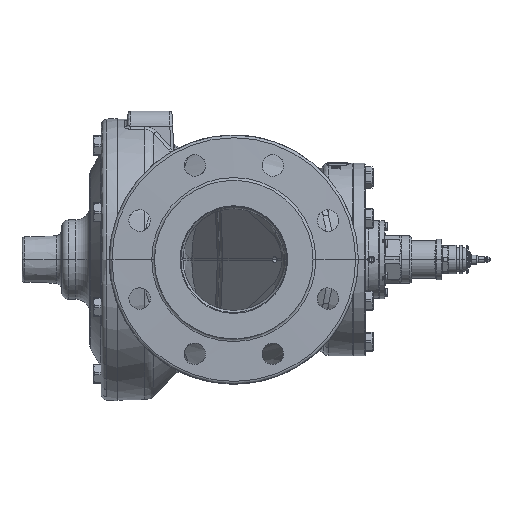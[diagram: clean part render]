
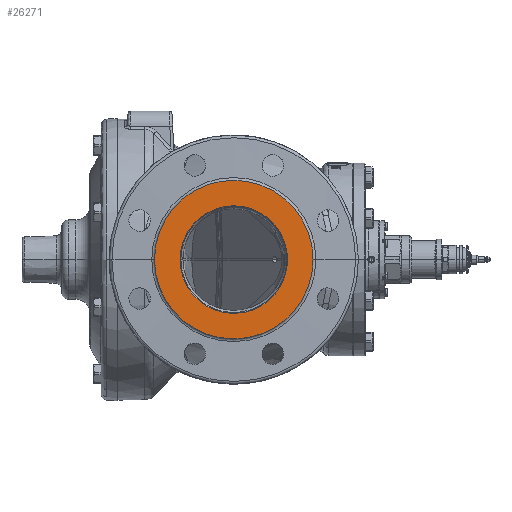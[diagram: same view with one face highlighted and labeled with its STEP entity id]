
A CAD part, left-side view. The second image highlights one B-rep face of the part: STEP entity #26271.
In plain terms, the highlighted planar face has unit normal (-1, 0, 0).
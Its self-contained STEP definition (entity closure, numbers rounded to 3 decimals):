
#4331=CARTESIAN_POINT('',(-175.,0.,0.));
#4332=DIRECTION('',(1.,0.,0.));
#4333=DIRECTION('',(0.,-1.,0.));
#4334=AXIS2_PLACEMENT_3D('',#4331,#4332,#4333);
#4336=CARTESIAN_POINT('',(-175.,0.,0.));
#4337=DIRECTION('',(1.,0.,0.));
#4338=DIRECTION('',(0.,1.,0.));
#4339=AXIS2_PLACEMENT_3D('',#4336,#4337,#4338);
#4341=CARTESIAN_POINT('',(-175.,0.,0.));
#4342=DIRECTION('',(-1.,0.,0.));
#4343=DIRECTION('',(0.,-1.,0.));
#4344=AXIS2_PLACEMENT_3D('',#4341,#4342,#4343);
#4346=CARTESIAN_POINT('',(-175.,0.,0.));
#4347=DIRECTION('',(-1.,0.,0.));
#4348=DIRECTION('',(0.,1.,0.));
#4349=AXIS2_PLACEMENT_3D('',#4346,#4347,#4348);
#17911=CARTESIAN_POINT('',(-175.,-47.5,0.));
#17912=CARTESIAN_POINT('',(-175.,47.5,0.));
#17913=VERTEX_POINT('',#17911);
#17914=VERTEX_POINT('',#17912);
#17915=CARTESIAN_POINT('',(-175.,-70.,0.));
#17916=CARTESIAN_POINT('',(-175.,70.,0.));
#17917=VERTEX_POINT('',#17915);
#17918=VERTEX_POINT('',#17916);
#26255=CARTESIAN_POINT('',(-175.,0.,0.));
#26256=DIRECTION('',(1.,0.,0.));
#26257=DIRECTION('',(0.,-1.,0.));
#26258=AXIS2_PLACEMENT_3D('',#26255,#26256,#26257);
#26259=PLANE('',#26258);
#26261=ORIENTED_EDGE('',*,*,#26260,.T.);
#26263=ORIENTED_EDGE('',*,*,#26262,.T.);
#26264=EDGE_LOOP('',(#26261,#26263));
#26265=FACE_OUTER_BOUND('',#26264,.F.);
#26267=ORIENTED_EDGE('',*,*,#26266,.T.);
#26268=ORIENTED_EDGE('',*,*,#26244,.T.);
#26269=EDGE_LOOP('',(#26267,#26268));
#26270=FACE_BOUND('',#26269,.F.);
#26271=ADVANCED_FACE('',(#26265,#26270),#26259,.F.);
#4335=CIRCLE('',#4334,70.);
#4340=CIRCLE('',#4339,70.);
#4345=CIRCLE('',#4344,47.5);
#4350=CIRCLE('',#4349,47.5);
#26244=EDGE_CURVE('',#17914,#17913,#4350,.T.);
#26260=EDGE_CURVE('',#17917,#17918,#4335,.T.);
#26262=EDGE_CURVE('',#17918,#17917,#4340,.T.);
#26266=EDGE_CURVE('',#17913,#17914,#4345,.T.);
